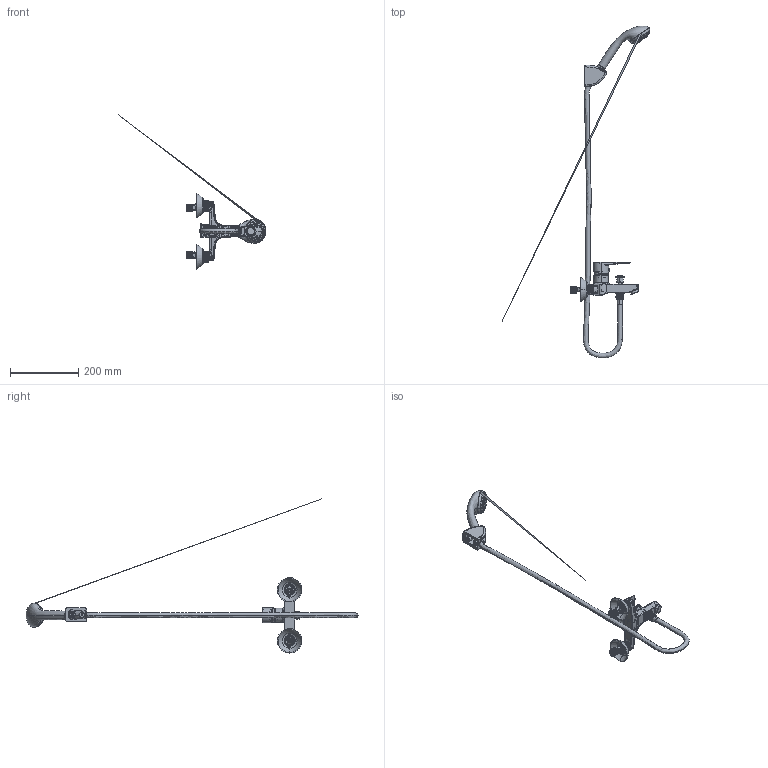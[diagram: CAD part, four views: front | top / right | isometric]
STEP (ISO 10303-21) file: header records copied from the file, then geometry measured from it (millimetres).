
FILE_DESCRIPTION (( 'STEP AP203' ), '1' );
FILE_NAME ('18C306230.STEP', '2025-06-03T05:24:43', ( '' ), ( '' ), 'SwSTEP 2.0', 'SolidWorks 2021', '' );
FILE_SCHEMA (( 'CONFIG_CONTROL_DESIGN' ));
Products named in the file (1): 18C306230
Bounding box: 434.83 x 975.64 x 452.76 mm (x, y, z)
Volume: 401143.4 mm3; surface area: 271835.4 mm2
Topology: 22 solids, 22 shells, 2809 faces, 6923 edges, 4256 vertices
Faces by surface type: bspline 1021, cylinder 909, plane 567, torus 176, cone 118, sphere 18
Entity records: 201279 total; most frequent: CARTESIAN_POINT 143871, ORIENTED_EDGE 13652, DIRECTION 9604, EDGE_CURVE 6826, VERTEX_POINT 4253, AXIS2_PLACEMENT_3D 3866, EDGE_LOOP 3067, ADVANCED_FACE 2809
